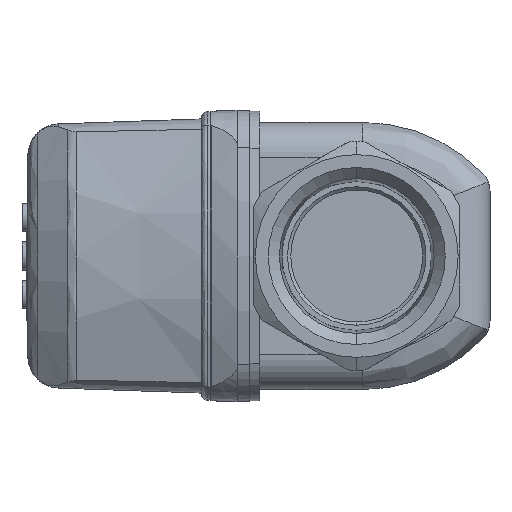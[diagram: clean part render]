
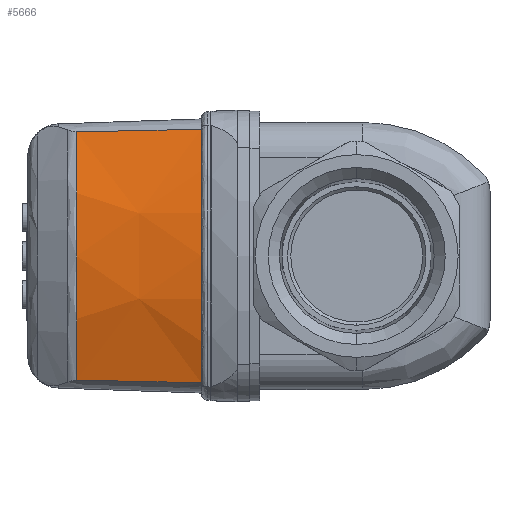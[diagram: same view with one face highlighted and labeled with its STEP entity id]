
A CAD part, left-side view. The second image highlights one B-rep face of the part: STEP entity #5666.
In plain terms, the highlighted conical face has half-angle 2 degrees and reference radius 57.721 mm.
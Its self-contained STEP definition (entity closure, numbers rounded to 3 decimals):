
#10 = B_SPLINE_CURVE_WITH_KNOTS ( 'NONE', 3,
 ( #8827, #4541, #8715, #9559 ),
 .UNSPECIFIED., .F., .F.,
 ( 4, 4 ),
 ( 0., 1. ),
 .UNSPECIFIED. ) ;
#227 = AXIS2_PLACEMENT_3D ( 'NONE', #1614, #9615, #5424 ) ;
#265 = AXIS2_PLACEMENT_3D ( 'NONE', #5688, #7314, #644 ) ;
#644 = DIRECTION ( 'NONE',  ( 0., 0., -1. ) ) ;
#863 = FACE_OUTER_BOUND ( 'NONE', #6819, .T. ) ;
#1119 = CARTESIAN_POINT ( 'NONE',  ( -37.118, 26.919, 19.282 ) ) ;
#1582 = ORIENTED_EDGE ( 'NONE', *, *, #9406, .T. ) ;
#1614 = CARTESIAN_POINT ( 'NONE',  ( 16.57, 7.56, 0. ) ) ;
#2332 = EDGE_CURVE ( 'NONE', #8140, #3963, #6910, .T. ) ;
#2445 = VERTEX_POINT ( 'NONE', #7985 ) ;
#2651 = CIRCLE ( 'NONE', #265, 57.721 ) ;
#3625 = AXIS2_PLACEMENT_3D ( 'NONE', #10828, #6728, #8460 ) ;
#3963 = VERTEX_POINT ( 'NONE', #8505 ) ;
#4361 = CARTESIAN_POINT ( 'NONE',  ( -37.3, 20.758, 19.412 ) ) ;
#4431 = CARTESIAN_POINT ( 'NONE',  ( -37.691, 7.56, 19.686 ) ) ;
#4541 = CARTESIAN_POINT ( 'NONE',  ( -37.303, 20.642, -19.414 ) ) ;
#5424 = DIRECTION ( 'NONE',  ( 0., 0., -1. ) ) ;
#5666 = ADVANCED_FACE ( 'NONE', ( #863 ), #6705, .T. ) ;
#5688 = CARTESIAN_POINT ( 'NONE',  ( 16.57, 7.56, 0. ) ) ;
#5939 = CARTESIAN_POINT ( 'NONE',  ( -37.118, 26.919, 19.282 ) ) ;
#6007 = ORIENTED_EDGE ( 'NONE', *, *, #7371, .T. ) ;
#6051 = CARTESIAN_POINT ( 'NONE',  ( -37.118, 26.919, -19.282 ) ) ;
#6705 = CONICAL_SURFACE ( 'NONE', #227, 57.721, 0.035 ) ;
#6728 = DIRECTION ( 'NONE',  ( 0., -1., 0. ) ) ;
#6819 = EDGE_LOOP ( 'NONE', ( #6007, #8123, #1582, #7398 ) ) ;
#6910 = B_SPLINE_CURVE_WITH_KNOTS ( 'NONE', 3,
 ( #1119, #4361, #8679, #4431 ),
 .UNSPECIFIED., .F., .F.,
 ( 4, 4 ),
 ( 0., 1. ),
 .UNSPECIFIED. ) ;
#7314 = DIRECTION ( 'NONE',  ( 0., 1., 0. ) ) ;
#7371 = EDGE_CURVE ( 'NONE', #2445, #3963, #2651, .T. ) ;
#7398 = ORIENTED_EDGE ( 'NONE', *, *, #10690, .T. ) ;
#7985 = CARTESIAN_POINT ( 'NONE',  ( -37.691, 7.56, -19.686 ) ) ;
#8123 = ORIENTED_EDGE ( 'NONE', *, *, #2332, .F. ) ;
#8140 = VERTEX_POINT ( 'NONE', #5939 ) ;
#8460 = DIRECTION ( 'NONE',  ( 0., 0., -1. ) ) ;
#8505 = CARTESIAN_POINT ( 'NONE',  ( -37.691, 7.56, 19.686 ) ) ;
#8679 = CARTESIAN_POINT ( 'NONE',  ( -37.491, 14.305, 19.547 ) ) ;
#8715 = CARTESIAN_POINT ( 'NONE',  ( -37.494, 14.189, -19.549 ) ) ;
#8827 = CARTESIAN_POINT ( 'NONE',  ( -37.118, 26.919, -19.282 ) ) ;
#8990 = CIRCLE ( 'NONE', #3625, 57.045 ) ;
#9250 = VERTEX_POINT ( 'NONE', #6051 ) ;
#9406 = EDGE_CURVE ( 'NONE', #8140, #9250, #8990, .T. ) ;
#9559 = CARTESIAN_POINT ( 'NONE',  ( -37.691, 7.56, -19.686 ) ) ;
#9615 = DIRECTION ( 'NONE',  ( 0., -1., 0. ) ) ;
#10690 = EDGE_CURVE ( 'NONE', #9250, #2445, #10, .T. ) ;
#10828 = CARTESIAN_POINT ( 'NONE',  ( 16.57, 26.919, 0. ) ) ;
